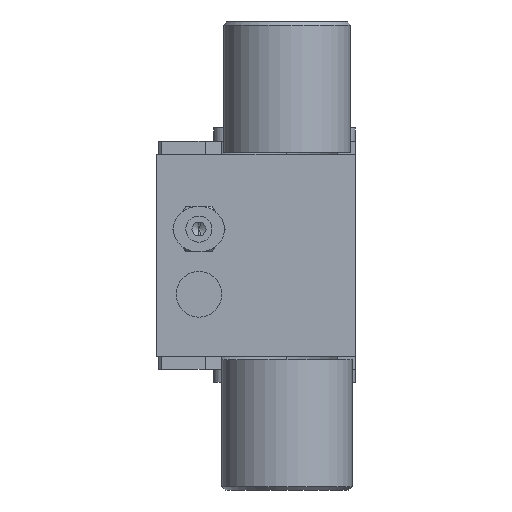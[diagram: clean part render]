
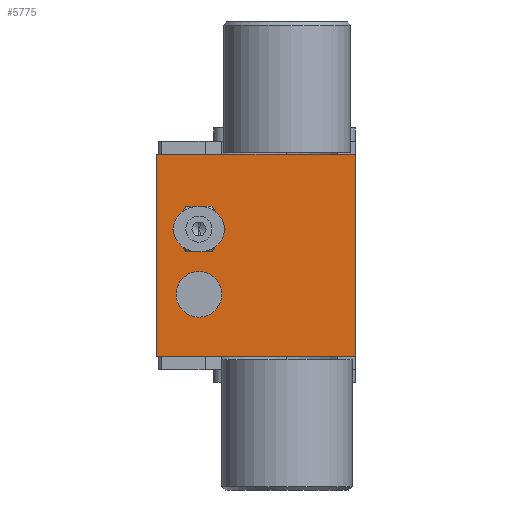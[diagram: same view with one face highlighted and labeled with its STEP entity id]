
A CAD part, left-side view. The second image highlights one B-rep face of the part: STEP entity #5775.
In plain terms, the highlighted planar face has unit normal (-1, 0, 0).
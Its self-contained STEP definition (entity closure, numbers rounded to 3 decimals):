
#321 = VERTEX_POINT ( 'NONE', #7528 ) ;
#382 = VERTEX_POINT ( 'NONE', #7568 ) ;
#453 = VERTEX_POINT ( 'NONE', #7623 ) ;
#456 = ORIENTED_EDGE ( 'NONE', *, *, #6948, .F. ) ;
#476 = VERTEX_POINT ( 'NONE', #7635 ) ;
#489 = ORIENTED_EDGE ( 'NONE', *, *, #6264, .F. ) ;
#511 = ORIENTED_EDGE ( 'NONE', *, *, #6267, .F. ) ;
#522 = VERTEX_POINT ( 'NONE', #7677 ) ;
#532 = VERTEX_POINT ( 'NONE', #7686 ) ;
#591 = VERTEX_POINT ( 'NONE', #7738 ) ;
#631 = VERTEX_POINT ( 'NONE', #7769 ) ;
#641 = ORIENTED_EDGE ( 'NONE', *, *, #6957, .F. ) ;
#652 = ORIENTED_EDGE ( 'NONE', *, *, #6967, .T. ) ;
#685 = ORIENTED_EDGE ( 'NONE', *, *, #6263, .F. ) ;
#697 = ORIENTED_EDGE ( 'NONE', *, *, #6269, .T. ) ;
#730 = ORIENTED_EDGE ( 'NONE', *, *, #6270, .F. ) ;
#1199 = CARTESIAN_POINT ( 'NONE',  ( -22.549, 44.501, -12. ) ) ;
#1227 = DIRECTION ( 'NONE',  ( -1., 0., 0. ) ) ;
#1228 = DIRECTION ( 'NONE',  ( 0., 0., 1. ) ) ;
#1238 = CARTESIAN_POINT ( 'NONE',  ( -22.549, 44.501, 8. ) ) ;
#1254 = DIRECTION ( 'NONE',  ( -1., 0., 0. ) ) ;
#1255 = DIRECTION ( 'NONE',  ( 0., 0., 1. ) ) ;
#1330 = LINE ( 'NONE', #1331, #5458 ) ;
#1331 = CARTESIAN_POINT ( 'NONE',  ( -22.549, 57.501, 31. ) ) ;
#1332 = DIRECTION ( 'NONE',  ( 0., 0., -1. ) ) ;
#1643 = PLANE ( 'NONE',  #2736 ) ;
#1644 = CARTESIAN_POINT ( 'NONE',  ( -22.549, 57.501, 31. ) ) ;
#1645 = DIRECTION ( 'NONE',  ( 1., 0., 0. ) ) ;
#1646 = DIRECTION ( 'NONE',  ( 0., 1., 0. ) ) ;
#2675 = FACE_BOUND ( 'NONE', #2814, .T. ) ;
#2724 = FACE_BOUND ( 'NONE', #2807, .T. ) ;
#2736 = AXIS2_PLACEMENT_3D ( 'NONE', #1644, #1645, #1646 ) ;
#2745 = FACE_OUTER_BOUND ( 'NONE', #3000, .T. ) ;
#2807 = EDGE_LOOP ( 'NONE', ( #730, #456 ) ) ;
#2814 = EDGE_LOOP ( 'NONE', ( #511, #641 ) ) ;
#3000 = EDGE_LOOP ( 'NONE', ( #697, #489, #685, #652 ) ) ;
#3194 = CIRCLE ( 'NONE', #12294, 7. ) ;
#3265 = CIRCLE ( 'NONE', #12274, 4.889 ) ;
#4219 = CIRCLE ( 'NONE', #5415, 7. ) ;
#4222 = CIRCLE ( 'NONE', #5418, 4.889 ) ;
#5415 = AXIS2_PLACEMENT_3D ( 'NONE', #1199, #1227, #1228 ) ;
#5418 = AXIS2_PLACEMENT_3D ( 'NONE', #1238, #1254, #1255 ) ;
#5458 = VECTOR ( 'NONE', #1332, 1000. ) ;
#5775 = ADVANCED_FACE ( 'NONE', ( #2724, #2675, #2745 ), #1643, .F. ) ;
#6263 = EDGE_CURVE ( 'NONE', #591, #321, #14921, .T. ) ;
#6264 = EDGE_CURVE ( 'NONE', #321, #453, #14924, .T. ) ;
#6267 = EDGE_CURVE ( 'NONE', #522, #532, #3265, .T. ) ;
#6269 = EDGE_CURVE ( 'NONE', #631, #453, #14939, .T. ) ;
#6270 = EDGE_CURVE ( 'NONE', #476, #382, #3194, .T. ) ;
#6948 = EDGE_CURVE ( 'NONE', #382, #476, #4219, .T. ) ;
#6957 = EDGE_CURVE ( 'NONE', #532, #522, #4222, .T. ) ;
#6967 = EDGE_CURVE ( 'NONE', #591, #631, #1330, .T. ) ;
#7528 = CARTESIAN_POINT ( 'NONE',  ( -22.549, -3.499, 31. ) ) ;
#7568 = CARTESIAN_POINT ( 'NONE',  ( -22.549, 44.501, -19. ) ) ;
#7623 = CARTESIAN_POINT ( 'NONE',  ( -22.549, -3.499, -31. ) ) ;
#7635 = CARTESIAN_POINT ( 'NONE',  ( -22.549, 44.501, -5. ) ) ;
#7677 = CARTESIAN_POINT ( 'NONE',  ( -22.549, 44.501, 12.889 ) ) ;
#7686 = CARTESIAN_POINT ( 'NONE',  ( -22.549, 44.501, 3.111 ) ) ;
#7738 = CARTESIAN_POINT ( 'NONE',  ( -22.549, 57.501, 31. ) ) ;
#7769 = CARTESIAN_POINT ( 'NONE',  ( -22.549, 57.501, -31. ) ) ;
#12274 = AXIS2_PLACEMENT_3D ( 'NONE', #14932, #14933, #14934 ) ;
#12288 = VECTOR ( 'NONE', #14923, 1000. ) ;
#12290 = VECTOR ( 'NONE', #14926, 1000. ) ;
#12294 = AXIS2_PLACEMENT_3D ( 'NONE', #14935, #14942, #14943 ) ;
#12295 = VECTOR ( 'NONE', #14941, 1000. ) ;
#14921 = LINE ( 'NONE', #14922, #12288 ) ;
#14922 = CARTESIAN_POINT ( 'NONE',  ( -22.549, 57.501, 31. ) ) ;
#14923 = DIRECTION ( 'NONE',  ( 0., -1., 0. ) ) ;
#14924 = LINE ( 'NONE', #14925, #12290 ) ;
#14925 = CARTESIAN_POINT ( 'NONE',  ( -22.549, -3.499, 31. ) ) ;
#14926 = DIRECTION ( 'NONE',  ( 0., 0., -1. ) ) ;
#14932 = CARTESIAN_POINT ( 'NONE',  ( -22.549, 44.501, 8. ) ) ;
#14933 = DIRECTION ( 'NONE',  ( -1., 0., 0. ) ) ;
#14934 = DIRECTION ( 'NONE',  ( 0., 0., 1. ) ) ;
#14935 = CARTESIAN_POINT ( 'NONE',  ( -22.549, 44.501, -12. ) ) ;
#14939 = LINE ( 'NONE', #14940, #12295 ) ;
#14940 = CARTESIAN_POINT ( 'NONE',  ( -22.549, 57.501, -31. ) ) ;
#14941 = DIRECTION ( 'NONE',  ( 0., -1., 0. ) ) ;
#14942 = DIRECTION ( 'NONE',  ( -1., 0., 0. ) ) ;
#14943 = DIRECTION ( 'NONE',  ( 0., 0., 1. ) ) ;
